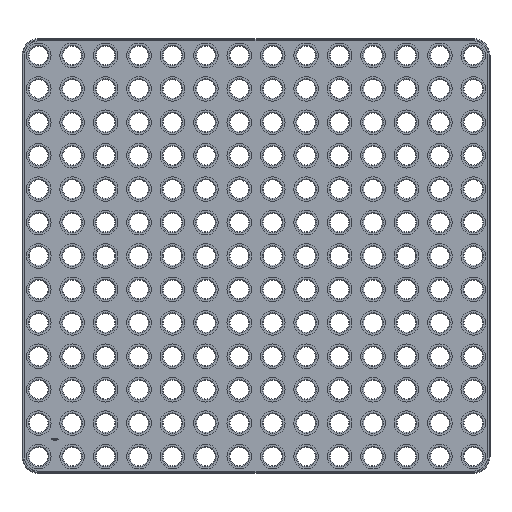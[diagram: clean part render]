
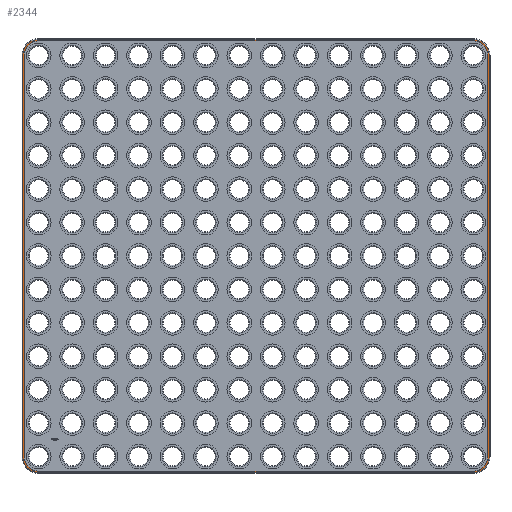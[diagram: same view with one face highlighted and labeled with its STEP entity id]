
A CAD part, top view. The second image highlights one B-rep face of the part: STEP entity #2344.
In plain terms, the highlighted planar face has unit normal (0, 0, 1).
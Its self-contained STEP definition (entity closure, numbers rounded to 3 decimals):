
#126 = VERTEX_POINT('',#127);
#127 = CARTESIAN_POINT('',(0.,-5.95,3.125));
#135 = VERTEX_POINT('',#136);
#136 = CARTESIAN_POINT('',(162.5,-5.95,3.125));
#142 = EDGE_CURVE('',#126,#135,#143,.T.);
#143 = LINE('',#144,#145);
#144 = CARTESIAN_POINT('',(0.,-5.95,3.125));
#145 = VECTOR('',#146,1.);
#146 = DIRECTION('',(1.,0.,0.));
#246 = VERTEX_POINT('',#247);
#247 = CARTESIAN_POINT('',(-5.95,0.,3.125));
#255 = EDGE_CURVE('',#246,#126,#256,.T.);
#256 = CIRCLE('',#257,5.95);
#257 = AXIS2_PLACEMENT_3D('',#258,#259,#260);
#258 = CARTESIAN_POINT('',(0.,0.,3.125));
#259 = DIRECTION('',(0.,0.,1.));
#260 = DIRECTION('',(-1.,0.,0.));
#2344 = ADVANCED_FACE('',(#2345,#2398),#2468,.T.);
#2345 = FACE_BOUND('',#2346,.T.);
#2346 = EDGE_LOOP('',(#2347,#2348,#2349,#2358,#2366,#2375,#2383,#2392));
#2347 = ORIENTED_EDGE('',*,*,#255,.T.);
#2348 = ORIENTED_EDGE('',*,*,#142,.T.);
#2349 = ORIENTED_EDGE('',*,*,#2350,.T.);
#2350 = EDGE_CURVE('',#135,#2351,#2353,.T.);
#2351 = VERTEX_POINT('',#2352);
#2352 = CARTESIAN_POINT('',(168.45,0.,3.125));
#2353 = CIRCLE('',#2354,5.95);
#2354 = AXIS2_PLACEMENT_3D('',#2355,#2356,#2357);
#2355 = CARTESIAN_POINT('',(162.5,0.,3.125));
#2356 = DIRECTION('',(-0.,0.,1.));
#2357 = DIRECTION('',(0.,-1.,0.));
#2358 = ORIENTED_EDGE('',*,*,#2359,.T.);
#2359 = EDGE_CURVE('',#2351,#2360,#2362,.T.);
#2360 = VERTEX_POINT('',#2361);
#2361 = CARTESIAN_POINT('',(168.45,150.,3.125));
#2362 = LINE('',#2363,#2364);
#2363 = CARTESIAN_POINT('',(168.45,0.,3.125));
#2364 = VECTOR('',#2365,1.);
#2365 = DIRECTION('',(0.,1.,0.));
#2366 = ORIENTED_EDGE('',*,*,#2367,.T.);
#2367 = EDGE_CURVE('',#2360,#2368,#2370,.T.);
#2368 = VERTEX_POINT('',#2369);
#2369 = CARTESIAN_POINT('',(162.5,155.95,3.125));
#2370 = CIRCLE('',#2371,5.95);
#2371 = AXIS2_PLACEMENT_3D('',#2372,#2373,#2374);
#2372 = CARTESIAN_POINT('',(162.5,150.,3.125));
#2373 = DIRECTION('',(-0.,0.,1.));
#2374 = DIRECTION('',(1.,0.,0.));
#2375 = ORIENTED_EDGE('',*,*,#2376,.T.);
#2376 = EDGE_CURVE('',#2368,#2377,#2379,.T.);
#2377 = VERTEX_POINT('',#2378);
#2378 = CARTESIAN_POINT('',(0.,155.95,3.125));
#2379 = LINE('',#2380,#2381);
#2380 = CARTESIAN_POINT('',(162.5,155.95,3.125));
#2381 = VECTOR('',#2382,1.);
#2382 = DIRECTION('',(-1.,0.,0.));
#2383 = ORIENTED_EDGE('',*,*,#2384,.T.);
#2384 = EDGE_CURVE('',#2377,#2385,#2387,.T.);
#2385 = VERTEX_POINT('',#2386);
#2386 = CARTESIAN_POINT('',(-5.95,150.,3.125));
#2387 = CIRCLE('',#2388,5.95);
#2388 = AXIS2_PLACEMENT_3D('',#2389,#2390,#2391);
#2389 = CARTESIAN_POINT('',(0.,150.,3.125));
#2390 = DIRECTION('',(0.,-0.,1.));
#2391 = DIRECTION('',(0.,1.,0.));
#2392 = ORIENTED_EDGE('',*,*,#2393,.T.);
#2393 = EDGE_CURVE('',#2385,#246,#2394,.T.);
#2394 = LINE('',#2395,#2396);
#2395 = CARTESIAN_POINT('',(-5.95,150.,3.125));
#2396 = VECTOR('',#2397,1.);
#2397 = DIRECTION('',(0.,-1.,0.));
#2398 = FACE_BOUND('',#2399,.T.);
#2399 = EDGE_LOOP('',(#2400,#2411,#2419,#2428,#2436,#2445,#2453,#2462));
#2400 = ORIENTED_EDGE('',*,*,#2401,.F.);
#2401 = EDGE_CURVE('',#2402,#2404,#2406,.T.);
#2402 = VERTEX_POINT('',#2403);
#2403 = CARTESIAN_POINT('',(0.,155.45,3.125));
#2404 = VERTEX_POINT('',#2405);
#2405 = CARTESIAN_POINT('',(-5.45,150.,3.125));
#2406 = CIRCLE('',#2407,5.45);
#2407 = AXIS2_PLACEMENT_3D('',#2408,#2409,#2410);
#2408 = CARTESIAN_POINT('',(0.,150.,3.125));
#2409 = DIRECTION('',(0.,0.,1.));
#2410 = DIRECTION('',(1.,0.,0.));
#2411 = ORIENTED_EDGE('',*,*,#2412,.T.);
#2412 = EDGE_CURVE('',#2402,#2413,#2415,.T.);
#2413 = VERTEX_POINT('',#2414);
#2414 = CARTESIAN_POINT('',(162.5,155.45,3.125));
#2415 = LINE('',#2416,#2417);
#2416 = CARTESIAN_POINT('',(0.,155.45,3.125));
#2417 = VECTOR('',#2418,1.);
#2418 = DIRECTION('',(1.,0.,0.));
#2419 = ORIENTED_EDGE('',*,*,#2420,.F.);
#2420 = EDGE_CURVE('',#2421,#2413,#2423,.T.);
#2421 = VERTEX_POINT('',#2422);
#2422 = CARTESIAN_POINT('',(167.95,150.,3.125));
#2423 = CIRCLE('',#2424,5.45);
#2424 = AXIS2_PLACEMENT_3D('',#2425,#2426,#2427);
#2425 = CARTESIAN_POINT('',(162.5,150.,3.125));
#2426 = DIRECTION('',(0.,0.,1.));
#2427 = DIRECTION('',(1.,0.,0.));
#2428 = ORIENTED_EDGE('',*,*,#2429,.T.);
#2429 = EDGE_CURVE('',#2421,#2430,#2432,.T.);
#2430 = VERTEX_POINT('',#2431);
#2431 = CARTESIAN_POINT('',(167.95,0.,3.125));
#2432 = LINE('',#2433,#2434);
#2433 = CARTESIAN_POINT('',(167.95,150.,3.125));
#2434 = VECTOR('',#2435,1.);
#2435 = DIRECTION('',(0.,-1.,0.));
#2436 = ORIENTED_EDGE('',*,*,#2437,.F.);
#2437 = EDGE_CURVE('',#2438,#2430,#2440,.T.);
#2438 = VERTEX_POINT('',#2439);
#2439 = CARTESIAN_POINT('',(162.5,-5.45,3.125));
#2440 = CIRCLE('',#2441,5.45);
#2441 = AXIS2_PLACEMENT_3D('',#2442,#2443,#2444);
#2442 = CARTESIAN_POINT('',(162.5,0.,3.125));
#2443 = DIRECTION('',(0.,0.,1.));
#2444 = DIRECTION('',(1.,0.,0.));
#2445 = ORIENTED_EDGE('',*,*,#2446,.T.);
#2446 = EDGE_CURVE('',#2438,#2447,#2449,.T.);
#2447 = VERTEX_POINT('',#2448);
#2448 = CARTESIAN_POINT('',(0.,-5.45,3.125));
#2449 = LINE('',#2450,#2451);
#2450 = CARTESIAN_POINT('',(162.5,-5.45,3.125));
#2451 = VECTOR('',#2452,1.);
#2452 = DIRECTION('',(-1.,0.,0.));
#2453 = ORIENTED_EDGE('',*,*,#2454,.F.);
#2454 = EDGE_CURVE('',#2455,#2447,#2457,.T.);
#2455 = VERTEX_POINT('',#2456);
#2456 = CARTESIAN_POINT('',(-5.45,0.,3.125));
#2457 = CIRCLE('',#2458,5.45);
#2458 = AXIS2_PLACEMENT_3D('',#2459,#2460,#2461);
#2459 = CARTESIAN_POINT('',(0.,0.,3.125));
#2460 = DIRECTION('',(0.,0.,1.));
#2461 = DIRECTION('',(1.,0.,0.));
#2462 = ORIENTED_EDGE('',*,*,#2463,.T.);
#2463 = EDGE_CURVE('',#2455,#2404,#2464,.T.);
#2464 = LINE('',#2465,#2466);
#2465 = CARTESIAN_POINT('',(-5.45,0.,3.125));
#2466 = VECTOR('',#2467,1.);
#2467 = DIRECTION('',(0.,1.,0.));
#2468 = PLANE('',#2469);
#2469 = AXIS2_PLACEMENT_3D('',#2470,#2471,#2472);
#2470 = CARTESIAN_POINT('',(81.25,75.,3.125));
#2471 = DIRECTION('',(0.,0.,1.));
#2472 = DIRECTION('',(1.,0.,0.));
